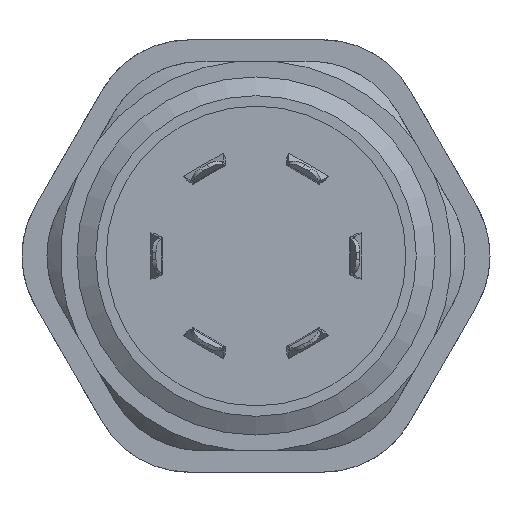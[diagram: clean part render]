
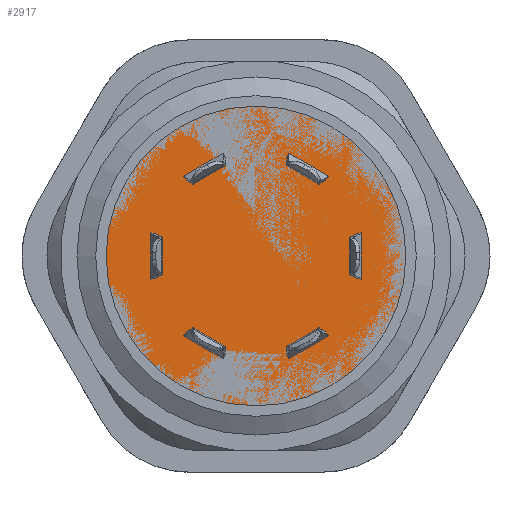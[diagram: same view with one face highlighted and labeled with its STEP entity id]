
A CAD part, front view. The second image highlights one B-rep face of the part: STEP entity #2917.
In plain terms, the highlighted planar face has unit normal (0, -1, 0).
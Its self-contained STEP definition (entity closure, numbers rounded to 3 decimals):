
#406=FACE_BOUND('',#1053,.T.);
#407=FACE_BOUND('',#1054,.T.);
#408=FACE_BOUND('',#1055,.T.);
#409=FACE_BOUND('',#1056,.T.);
#410=FACE_BOUND('',#1057,.T.);
#411=FACE_BOUND('',#1058,.T.);
#420=LINE('',#4045,#654);
#421=LINE('',#4047,#655);
#422=LINE('',#4049,#656);
#423=LINE('',#4050,#657);
#424=LINE('',#4053,#658);
#425=LINE('',#4055,#659);
#426=LINE('',#4057,#660);
#427=LINE('',#4058,#661);
#428=LINE('',#4061,#662);
#429=LINE('',#4063,#663);
#430=LINE('',#4065,#664);
#431=LINE('',#4066,#665);
#432=LINE('',#4069,#666);
#433=LINE('',#4071,#667);
#434=LINE('',#4073,#668);
#435=LINE('',#4074,#669);
#436=LINE('',#4077,#670);
#437=LINE('',#4079,#671);
#438=LINE('',#4081,#672);
#439=LINE('',#4082,#673);
#440=LINE('',#4085,#674);
#441=LINE('',#4087,#675);
#442=LINE('',#4089,#676);
#443=LINE('',#4090,#677);
#654=VECTOR('',#3341,10.);
#655=VECTOR('',#3342,10.);
#656=VECTOR('',#3343,10.);
#657=VECTOR('',#3344,10.);
#658=VECTOR('',#3345,10.);
#659=VECTOR('',#3346,10.);
#660=VECTOR('',#3347,10.);
#661=VECTOR('',#3348,10.);
#662=VECTOR('',#3349,10.);
#663=VECTOR('',#3350,10.);
#664=VECTOR('',#3351,10.);
#665=VECTOR('',#3352,10.);
#666=VECTOR('',#3353,10.);
#667=VECTOR('',#3354,10.);
#668=VECTOR('',#3355,10.);
#669=VECTOR('',#3356,10.);
#670=VECTOR('',#3357,10.);
#671=VECTOR('',#3358,10.);
#672=VECTOR('',#3359,10.);
#673=VECTOR('',#3360,10.);
#674=VECTOR('',#3361,10.);
#675=VECTOR('',#3362,10.);
#676=VECTOR('',#3363,10.);
#677=VECTOR('',#3364,10.);
#888=FACE_OUTER_BOUND('',#1052,.T.);
#1052=EDGE_LOOP('',(#2003));
#1053=EDGE_LOOP('',(#2004,#2005,#2006,#2007));
#1054=EDGE_LOOP('',(#2008,#2009,#2010,#2011));
#1055=EDGE_LOOP('',(#2012,#2013,#2014,#2015));
#1056=EDGE_LOOP('',(#2016,#2017,#2018,#2019));
#1057=EDGE_LOOP('',(#2020,#2021,#2022,#2023));
#1058=EDGE_LOOP('',(#2024,#2025,#2026,#2027));
#1230=CIRCLE('',#3102,10.4);
#1311=VERTEX_POINT('',#4041);
#1312=VERTEX_POINT('',#4043);
#1313=VERTEX_POINT('',#4044);
#1314=VERTEX_POINT('',#4046);
#1315=VERTEX_POINT('',#4048);
#1316=VERTEX_POINT('',#4051);
#1317=VERTEX_POINT('',#4052);
#1318=VERTEX_POINT('',#4054);
#1319=VERTEX_POINT('',#4056);
#1320=VERTEX_POINT('',#4059);
#1321=VERTEX_POINT('',#4060);
#1322=VERTEX_POINT('',#4062);
#1323=VERTEX_POINT('',#4064);
#1324=VERTEX_POINT('',#4067);
#1325=VERTEX_POINT('',#4068);
#1326=VERTEX_POINT('',#4070);
#1327=VERTEX_POINT('',#4072);
#1328=VERTEX_POINT('',#4075);
#1329=VERTEX_POINT('',#4076);
#1330=VERTEX_POINT('',#4078);
#1331=VERTEX_POINT('',#4080);
#1332=VERTEX_POINT('',#4083);
#1333=VERTEX_POINT('',#4084);
#1334=VERTEX_POINT('',#4086);
#1335=VERTEX_POINT('',#4088);
#1584=EDGE_CURVE('',#1311,#1311,#1230,.T.);
#1585=EDGE_CURVE('',#1312,#1313,#420,.T.);
#1586=EDGE_CURVE('',#1314,#1312,#421,.T.);
#1587=EDGE_CURVE('',#1315,#1314,#422,.T.);
#1588=EDGE_CURVE('',#1313,#1315,#423,.T.);
#1589=EDGE_CURVE('',#1316,#1317,#424,.T.);
#1590=EDGE_CURVE('',#1318,#1316,#425,.T.);
#1591=EDGE_CURVE('',#1319,#1318,#426,.T.);
#1592=EDGE_CURVE('',#1317,#1319,#427,.T.);
#1593=EDGE_CURVE('',#1320,#1321,#428,.T.);
#1594=EDGE_CURVE('',#1322,#1320,#429,.T.);
#1595=EDGE_CURVE('',#1323,#1322,#430,.T.);
#1596=EDGE_CURVE('',#1321,#1323,#431,.T.);
#1597=EDGE_CURVE('',#1324,#1325,#432,.T.);
#1598=EDGE_CURVE('',#1326,#1324,#433,.T.);
#1599=EDGE_CURVE('',#1327,#1326,#434,.T.);
#1600=EDGE_CURVE('',#1325,#1327,#435,.T.);
#1601=EDGE_CURVE('',#1328,#1329,#436,.T.);
#1602=EDGE_CURVE('',#1330,#1328,#437,.T.);
#1603=EDGE_CURVE('',#1331,#1330,#438,.T.);
#1604=EDGE_CURVE('',#1329,#1331,#439,.T.);
#1605=EDGE_CURVE('',#1332,#1333,#440,.T.);
#1606=EDGE_CURVE('',#1334,#1332,#441,.T.);
#1607=EDGE_CURVE('',#1335,#1334,#442,.T.);
#1608=EDGE_CURVE('',#1333,#1335,#443,.T.);
#2003=ORIENTED_EDGE('',*,*,#1584,.F.);
#2004=ORIENTED_EDGE('',*,*,#1585,.F.);
#2005=ORIENTED_EDGE('',*,*,#1586,.F.);
#2006=ORIENTED_EDGE('',*,*,#1587,.F.);
#2007=ORIENTED_EDGE('',*,*,#1588,.F.);
#2008=ORIENTED_EDGE('',*,*,#1589,.F.);
#2009=ORIENTED_EDGE('',*,*,#1590,.F.);
#2010=ORIENTED_EDGE('',*,*,#1591,.F.);
#2011=ORIENTED_EDGE('',*,*,#1592,.F.);
#2012=ORIENTED_EDGE('',*,*,#1593,.F.);
#2013=ORIENTED_EDGE('',*,*,#1594,.F.);
#2014=ORIENTED_EDGE('',*,*,#1595,.F.);
#2015=ORIENTED_EDGE('',*,*,#1596,.F.);
#2016=ORIENTED_EDGE('',*,*,#1597,.F.);
#2017=ORIENTED_EDGE('',*,*,#1598,.F.);
#2018=ORIENTED_EDGE('',*,*,#1599,.F.);
#2019=ORIENTED_EDGE('',*,*,#1600,.F.);
#2020=ORIENTED_EDGE('',*,*,#1601,.F.);
#2021=ORIENTED_EDGE('',*,*,#1602,.F.);
#2022=ORIENTED_EDGE('',*,*,#1603,.F.);
#2023=ORIENTED_EDGE('',*,*,#1604,.F.);
#2024=ORIENTED_EDGE('',*,*,#1605,.F.);
#2025=ORIENTED_EDGE('',*,*,#1606,.F.);
#2026=ORIENTED_EDGE('',*,*,#1607,.F.);
#2027=ORIENTED_EDGE('',*,*,#1608,.F.);
#2839=PLANE('',#3101);
#2917=ADVANCED_FACE('',(#888,#406,#407,#408,#409,#410,#411),#2839,.T.);
#3101=AXIS2_PLACEMENT_3D('',#4040,#3337,#3338);
#3102=AXIS2_PLACEMENT_3D('',#4042,#3339,#3340);
#3337=DIRECTION('center_axis',(0.,-1.,0.));
#3338=DIRECTION('ref_axis',(0.,0.,-1.));
#3339=DIRECTION('center_axis',(0.,1.,0.));
#3340=DIRECTION('ref_axis',(1.,0.,0.));
#3341=DIRECTION('',(-0.99,0.,-0.14));
#3342=DIRECTION('',(0.,0.,1.));
#3343=DIRECTION('',(0.99,0.,-0.14));
#3344=DIRECTION('',(0.,0.,-1.));
#3345=DIRECTION('',(-0.616,0.,0.788));
#3346=DIRECTION('',(0.866,0.,0.5));
#3347=DIRECTION('',(0.374,0.,-0.927));
#3348=DIRECTION('',(-0.866,0.,-0.5));
#3349=DIRECTION('',(0.374,0.,0.927));
#3350=DIRECTION('',(0.866,0.,-0.5));
#3351=DIRECTION('',(-0.616,0.,-0.788));
#3352=DIRECTION('',(-0.866,0.,0.5));
#3353=DIRECTION('',(0.99,0.,0.14));
#3354=DIRECTION('',(0.,0.,-1.));
#3355=DIRECTION('',(-0.99,0.,0.14));
#3356=DIRECTION('',(0.,0.,1.));
#3357=DIRECTION('',(0.616,0.,-0.788));
#3358=DIRECTION('',(-0.866,0.,-0.5));
#3359=DIRECTION('',(-0.374,0.,0.927));
#3360=DIRECTION('',(0.866,0.,0.5));
#3361=DIRECTION('',(-0.374,0.,-0.927));
#3362=DIRECTION('',(-0.866,0.,0.5));
#3363=DIRECTION('',(0.616,0.,0.788));
#3364=DIRECTION('',(0.866,0.,-0.5));
#4040=CARTESIAN_POINT('Origin',(0.,-1.75,0.));
#4041=CARTESIAN_POINT('',(-10.4,-1.75,0.));
#4042=CARTESIAN_POINT('Origin',(0.,-1.75,0.));
#4043=CARTESIAN_POINT('',(7.317,-1.75,1.597));
#4044=CARTESIAN_POINT('',(6.971,-1.75,1.548));
#4045=CARTESIAN_POINT('',(4.168,-1.75,1.153));
#4046=CARTESIAN_POINT('',(7.317,-1.75,-1.597));
#4047=CARTESIAN_POINT('',(7.317,-1.75,0.));
#4048=CARTESIAN_POINT('',(6.971,-1.75,-1.548));
#4049=CARTESIAN_POINT('',(3.131,-1.75,-1.007));
#4050=CARTESIAN_POINT('',(6.971,-1.75,0.));
#4051=CARTESIAN_POINT('',(5.042,-1.75,-5.538));
#4052=CARTESIAN_POINT('',(4.826,-1.75,-5.263));
#4053=CARTESIAN_POINT('',(3.082,-1.75,-3.033));
#4054=CARTESIAN_POINT('',(2.276,-1.75,-7.135));
#4055=CARTESIAN_POINT('',(3.659,-1.75,-6.337));
#4056=CARTESIAN_POINT('',(2.145,-1.75,-6.811));
#4057=CARTESIAN_POINT('',(0.694,-1.75,-3.215));
#4058=CARTESIAN_POINT('',(3.485,-1.75,-6.037));
#4059=CARTESIAN_POINT('',(-2.276,-1.75,-7.135));
#4060=CARTESIAN_POINT('',(-2.145,-1.75,-6.811));
#4061=CARTESIAN_POINT('',(-1.085,-1.75,-4.186));
#4062=CARTESIAN_POINT('',(-5.042,-1.75,-5.538));
#4063=CARTESIAN_POINT('',(-3.659,-1.75,-6.337));
#4064=CARTESIAN_POINT('',(-4.826,-1.75,-5.263));
#4065=CARTESIAN_POINT('',(-2.438,-1.75,-2.208));
#4066=CARTESIAN_POINT('',(-3.485,-1.75,-6.037));
#4067=CARTESIAN_POINT('',(-7.317,-1.75,-1.597));
#4068=CARTESIAN_POINT('',(-6.971,-1.75,-1.548));
#4069=CARTESIAN_POINT('',(-4.168,-1.75,-1.153));
#4070=CARTESIAN_POINT('',(-7.317,-1.75,1.597));
#4071=CARTESIAN_POINT('',(-7.317,-1.75,0.));
#4072=CARTESIAN_POINT('',(-6.971,-1.75,1.548));
#4073=CARTESIAN_POINT('',(-3.131,-1.75,1.007));
#4074=CARTESIAN_POINT('',(-6.971,-1.75,0.));
#4075=CARTESIAN_POINT('',(-5.042,-1.75,5.538));
#4076=CARTESIAN_POINT('',(-4.826,-1.75,5.263));
#4077=CARTESIAN_POINT('',(-3.082,-1.75,3.033));
#4078=CARTESIAN_POINT('',(-2.276,-1.75,7.135));
#4079=CARTESIAN_POINT('',(-3.659,-1.75,6.337));
#4080=CARTESIAN_POINT('',(-2.145,-1.75,6.811));
#4081=CARTESIAN_POINT('',(-0.694,-1.75,3.215));
#4082=CARTESIAN_POINT('',(-3.485,-1.75,6.037));
#4083=CARTESIAN_POINT('',(2.276,-1.75,7.135));
#4084=CARTESIAN_POINT('',(2.145,-1.75,6.811));
#4085=CARTESIAN_POINT('',(1.085,-1.75,4.186));
#4086=CARTESIAN_POINT('',(5.042,-1.75,5.538));
#4087=CARTESIAN_POINT('',(3.659,-1.75,6.337));
#4088=CARTESIAN_POINT('',(4.826,-1.75,5.263));
#4089=CARTESIAN_POINT('',(2.438,-1.75,2.208));
#4090=CARTESIAN_POINT('',(3.485,-1.75,6.037));
